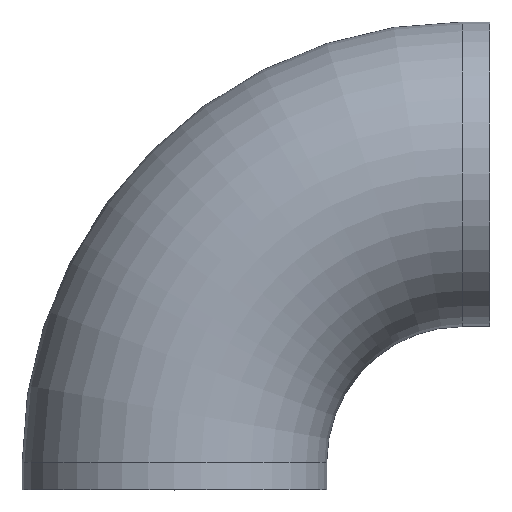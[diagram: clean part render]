
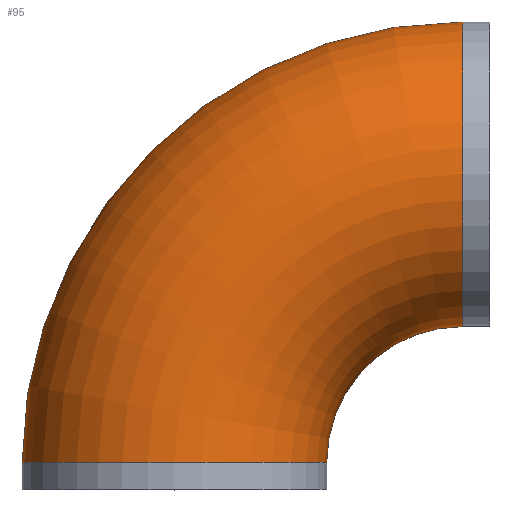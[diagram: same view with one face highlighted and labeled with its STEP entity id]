
A CAD part, top view. The second image highlights one B-rep face of the part: STEP entity #95.
In plain terms, the highlighted toroidal (fillet/blend) face has major radius 265 mm and minor radius 140 mm.
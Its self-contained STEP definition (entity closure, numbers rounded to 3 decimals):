
#95 = ADVANCED_FACE( '', ( #230 ), #231, .T. );
#97 = EDGE_CURVE( '', #157, #163, #233, .T. );
#135 = VERTEX_POINT( '', #277 );
#151 = EDGE_CURVE( '', #183, #135, #293, .T. );
#155 = EDGE_CURVE( '', #157, #135, #298, .T. );
#157 = VERTEX_POINT( '', #300 );
#163 = VERTEX_POINT( '', #306 );
#169 = EDGE_CURVE( '', #183, #163, #312, .T. );
#183 = VERTEX_POINT( '', #328 );
#230 = FACE_OUTER_BOUND( '', #375, .T. );
#231 = TOROIDAL_SURFACE( '', #376, 265., 140. );
#233 = CIRCLE( '', #379, 125. );
#277 = CARTESIAN_POINT( '', ( -140., 25., 0. ) );
#293 = CIRCLE( '', #456, 405. );
#298 = CIRCLE( '', #462, 140. );
#300 = CARTESIAN_POINT( '', ( 140., 25., 0. ) );
#306 = CARTESIAN_POINT( '', ( 265., 150., 0. ) );
#312 = CIRCLE( '', #479, 140. );
#328 = CARTESIAN_POINT( '', ( 265., 430., 0. ) );
#375 = EDGE_LOOP( '', ( #545, #546, #547, #548 ) );
#376 = AXIS2_PLACEMENT_3D( '', #549, #550, #551 );
#379 = AXIS2_PLACEMENT_3D( '', #552, #553, #554 );
#456 = AXIS2_PLACEMENT_3D( '', #622, #623, #624 );
#462 = AXIS2_PLACEMENT_3D( '', #633, #634, #635 );
#479 = AXIS2_PLACEMENT_3D( '', #642, #643, #644 );
#545 = ORIENTED_EDGE( '', *, *, #151, .T. );
#546 = ORIENTED_EDGE( '', *, *, #155, .F. );
#547 = ORIENTED_EDGE( '', *, *, #97, .T. );
#548 = ORIENTED_EDGE( '', *, *, #169, .F. );
#549 = CARTESIAN_POINT( '', ( 265., 25., 0. ) );
#550 = DIRECTION( '', ( 0., 0., 1. ) );
#551 = DIRECTION( '', ( 1., 0., 0. ) );
#552 = CARTESIAN_POINT( '', ( 265., 25., 0. ) );
#553 = DIRECTION( '', ( 0., 0., -1. ) );
#554 = DIRECTION( '', ( 1., 0., 0. ) );
#622 = CARTESIAN_POINT( '', ( 265., 25., 0. ) );
#623 = DIRECTION( '', ( 0., 0., 1. ) );
#624 = DIRECTION( '', ( 1., 0., 0. ) );
#633 = CARTESIAN_POINT( '', ( 0., 25., 0. ) );
#634 = DIRECTION( '', ( 0., -1., 0. ) );
#635 = DIRECTION( '', ( 1., 0., 0. ) );
#642 = CARTESIAN_POINT( '', ( 265., 290., 0. ) );
#643 = DIRECTION( '', ( 1., 0., 0. ) );
#644 = DIRECTION( '', ( 0., -1., 0. ) );
